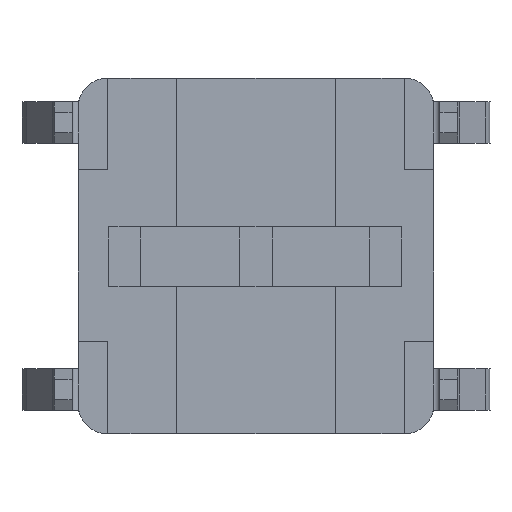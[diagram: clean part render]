
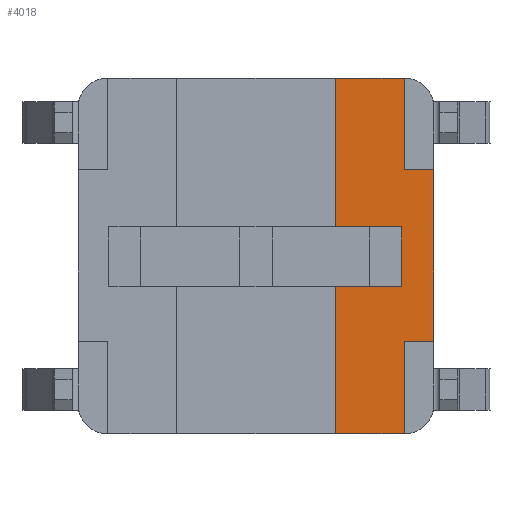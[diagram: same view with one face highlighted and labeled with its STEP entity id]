
A CAD part, front view. The second image highlights one B-rep face of the part: STEP entity #4018.
In plain terms, the highlighted face is planar.
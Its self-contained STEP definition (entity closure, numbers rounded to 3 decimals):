
#75 = EDGE_CURVE ( 'NONE', #1669, #4657, #2204, .T. ) ;
#115 = DIRECTION ( 'NONE',  ( 0., -1., 0. ) ) ;
#209 = VERTEX_POINT ( 'NONE', #1207 ) ;
#233 = EDGE_CURVE ( 'NONE', #4657, #3556, #1195, .T. ) ;
#281 = EDGE_CURVE ( 'NONE', #3323, #3802, #3696, .T. ) ;
#310 = EDGE_CURVE ( 'NONE', #4279, #3802, #4964, .T. ) ;
#372 = DIRECTION ( 'NONE',  ( -1., 0., 0. ) ) ;
#405 = VECTOR ( 'NONE', #2435, 1000. ) ;
#444 = VERTEX_POINT ( 'NONE', #2200 ) ;
#608 = CARTESIAN_POINT ( 'NONE',  ( 3., 1.44, -1.79 ) ) ;
#615 = VECTOR ( 'NONE', #115, 1000. ) ;
#661 = LINE ( 'NONE', #992, #2977 ) ;
#664 = VECTOR ( 'NONE', #2398, 1000. ) ;
#694 = ORIENTED_EDGE ( 'NONE', *, *, #233, .F. ) ;
#708 = EDGE_CURVE ( 'NONE', #3556, #444, #2840, .T. ) ;
#830 = ORIENTED_EDGE ( 'NONE', *, *, #4712, .F. ) ;
#843 = CARTESIAN_POINT ( 'NONE',  ( 1.34, -3., -1.79 ) ) ;
#846 = FACE_OUTER_BOUND ( 'NONE', #2509, .T. ) ;
#992 = CARTESIAN_POINT ( 'NONE',  ( 3., -2.75, -1.79 ) ) ;
#1008 = ORIENTED_EDGE ( 'NONE', *, *, #4041, .F. ) ;
#1104 = LINE ( 'NONE', #2192, #1166 ) ;
#1146 = CARTESIAN_POINT ( 'NONE',  ( -2.75, 3., -1.79 ) ) ;
#1166 = VECTOR ( 'NONE', #4914, 1000. ) ;
#1179 = VECTOR ( 'NONE', #4990, 1000. ) ;
#1195 = LINE ( 'NONE', #2770, #3821 ) ;
#1207 = CARTESIAN_POINT ( 'NONE',  ( 2.46, -0.49, -1.79 ) ) ;
#1235 = ORIENTED_EDGE ( 'NONE', *, *, #3421, .F. ) ;
#1312 = ORIENTED_EDGE ( 'NONE', *, *, #310, .T. ) ;
#1356 = VERTEX_POINT ( 'NONE', #4514 ) ;
#1669 = VERTEX_POINT ( 'NONE', #843 ) ;
#1830 = LINE ( 'NONE', #2129, #615 ) ;
#1952 = CARTESIAN_POINT ( 'NONE',  ( 1.34, 3., -1.79 ) ) ;
#1993 = LINE ( 'NONE', #1146, #4863 ) ;
#2129 = CARTESIAN_POINT ( 'NONE',  ( 2.46, -3.3, -1.79 ) ) ;
#2143 = CARTESIAN_POINT ( 'NONE',  ( 1.257, -1.46, -1.79 ) ) ;
#2153 = VERTEX_POINT ( 'NONE', #608 ) ;
#2164 = ORIENTED_EDGE ( 'NONE', *, *, #4511, .F. ) ;
#2192 = CARTESIAN_POINT ( 'NONE',  ( 2.475, 1.44, -1.79 ) ) ;
#2200 = CARTESIAN_POINT ( 'NONE',  ( 3., -1.46, -1.79 ) ) ;
#2204 = LINE ( 'NONE', #2683, #1179 ) ;
#2303 = VECTOR ( 'NONE', #4205, 1000. ) ;
#2366 = DIRECTION ( 'NONE',  ( 1., 0., 0. ) ) ;
#2398 = DIRECTION ( 'NONE',  ( 0., -1., 0. ) ) ;
#2435 = DIRECTION ( 'NONE',  ( -1., 0., 0. ) ) ;
#2460 = CARTESIAN_POINT ( 'NONE',  ( -2.727, 0.51, -1.79 ) ) ;
#2509 = EDGE_LOOP ( 'NONE', ( #4364, #1008, #2164, #4473, #4713, #4037, #694, #4058, #830, #4829, #1235, #1312 ) ) ;
#2541 = EDGE_CURVE ( 'NONE', #1356, #209, #2565, .T. ) ;
#2565 = LINE ( 'NONE', #3531, #3538 ) ;
#2567 = DIRECTION ( 'NONE',  ( 1., 0., 0. ) ) ;
#2655 = VECTOR ( 'NONE', #2567, 1000. ) ;
#2683 = CARTESIAN_POINT ( 'NONE',  ( -2.75, -3., -1.79 ) ) ;
#2770 = CARTESIAN_POINT ( 'NONE',  ( 2.5, -3.3, -1.79 ) ) ;
#2830 = CARTESIAN_POINT ( 'NONE',  ( 2.5, -1.46, -1.79 ) ) ;
#2839 = VECTOR ( 'NONE', #3620, 1000. ) ;
#2840 = LINE ( 'NONE', #2143, #2655 ) ;
#2859 = CARTESIAN_POINT ( 'NONE',  ( 1.34, 0.51, -1.79 ) ) ;
#2871 = CARTESIAN_POINT ( 'NONE',  ( 2.46, 0.51, -1.79 ) ) ;
#2965 = DIRECTION ( 'NONE',  ( 0., 1., 0. ) ) ;
#2977 = VECTOR ( 'NONE', #2965, 1000. ) ;
#3037 = EDGE_CURVE ( 'NONE', #2153, #4166, #1104, .T. ) ;
#3206 = CARTESIAN_POINT ( 'NONE',  ( 2.5, 3., -1.79 ) ) ;
#3260 = AXIS2_PLACEMENT_3D ( 'NONE', #4618, #3825, #3853 ) ;
#3323 = VERTEX_POINT ( 'NONE', #1952 ) ;
#3345 = LINE ( 'NONE', #4563, #2303 ) ;
#3421 = EDGE_CURVE ( 'NONE', #4279, #209, #1830, .T. ) ;
#3517 = CARTESIAN_POINT ( 'NONE',  ( 2.5, 1.44, -1.79 ) ) ;
#3531 = CARTESIAN_POINT ( 'NONE',  ( -2.727, -0.49, -1.79 ) ) ;
#3538 = VECTOR ( 'NONE', #2366, 1000. ) ;
#3556 = VERTEX_POINT ( 'NONE', #2830 ) ;
#3620 = DIRECTION ( 'NONE',  ( 0., -1., 0. ) ) ;
#3696 = LINE ( 'NONE', #4830, #2839 ) ;
#3802 = VERTEX_POINT ( 'NONE', #2859 ) ;
#3821 = VECTOR ( 'NONE', #3954, 1000. ) ;
#3825 = DIRECTION ( 'NONE',  ( 0., 0., 1. ) ) ;
#3837 = LINE ( 'NONE', #4228, #664 ) ;
#3853 = DIRECTION ( 'NONE',  ( 1., 0., 0. ) ) ;
#3954 = DIRECTION ( 'NONE',  ( 0., 1., 0. ) ) ;
#4018 = ADVANCED_FACE ( 'NONE', ( #846 ), #4268, .F. ) ;
#4037 = ORIENTED_EDGE ( 'NONE', *, *, #708, .F. ) ;
#4041 = EDGE_CURVE ( 'NONE', #4768, #3323, #1993, .T. ) ;
#4058 = ORIENTED_EDGE ( 'NONE', *, *, #75, .F. ) ;
#4166 = VERTEX_POINT ( 'NONE', #3517 ) ;
#4205 = DIRECTION ( 'NONE',  ( 0., 1., 0. ) ) ;
#4228 = CARTESIAN_POINT ( 'NONE',  ( 1.34, -3.3, -1.79 ) ) ;
#4268 = PLANE ( 'NONE',  #3260 ) ;
#4279 = VERTEX_POINT ( 'NONE', #2871 ) ;
#4364 = ORIENTED_EDGE ( 'NONE', *, *, #281, .F. ) ;
#4369 = EDGE_CURVE ( 'NONE', #444, #2153, #661, .T. ) ;
#4473 = ORIENTED_EDGE ( 'NONE', *, *, #3037, .F. ) ;
#4511 = EDGE_CURVE ( 'NONE', #4166, #4768, #3345, .T. ) ;
#4514 = CARTESIAN_POINT ( 'NONE',  ( 1.34, -0.49, -1.79 ) ) ;
#4563 = CARTESIAN_POINT ( 'NONE',  ( 2.5, -3.3, -1.79 ) ) ;
#4618 = CARTESIAN_POINT ( 'NONE',  ( 1.257, -3.3, -1.79 ) ) ;
#4657 = VERTEX_POINT ( 'NONE', #5000 ) ;
#4712 = EDGE_CURVE ( 'NONE', #1356, #1669, #3837, .T. ) ;
#4713 = ORIENTED_EDGE ( 'NONE', *, *, #4369, .F. ) ;
#4768 = VERTEX_POINT ( 'NONE', #3206 ) ;
#4829 = ORIENTED_EDGE ( 'NONE', *, *, #2541, .T. ) ;
#4830 = CARTESIAN_POINT ( 'NONE',  ( 1.34, -3.3, -1.79 ) ) ;
#4863 = VECTOR ( 'NONE', #372, 1000. ) ;
#4914 = DIRECTION ( 'NONE',  ( -1., 0., 0. ) ) ;
#4964 = LINE ( 'NONE', #2460, #405 ) ;
#4990 = DIRECTION ( 'NONE',  ( 1., 0., 0. ) ) ;
#5000 = CARTESIAN_POINT ( 'NONE',  ( 2.5, -3., -1.79 ) ) ;
